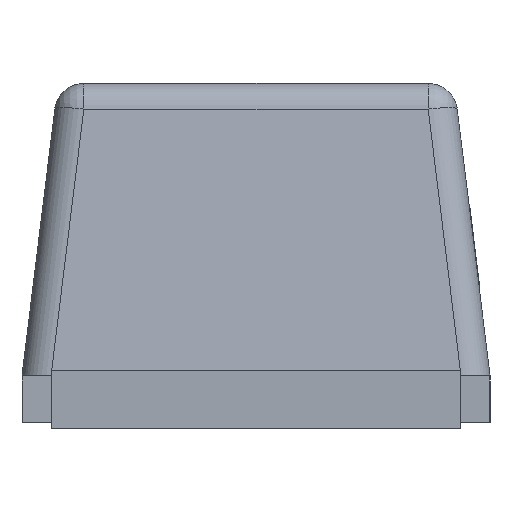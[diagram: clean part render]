
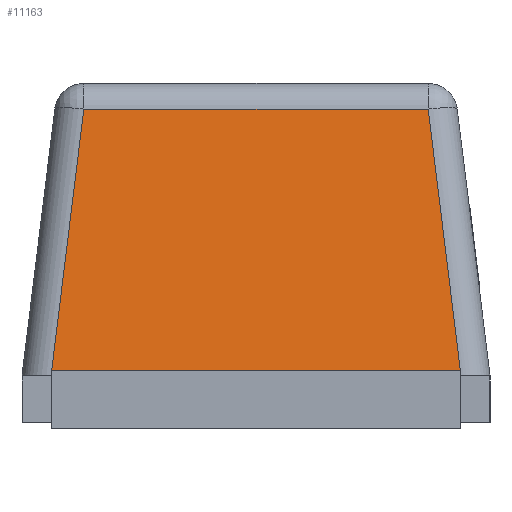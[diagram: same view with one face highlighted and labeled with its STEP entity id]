
A CAD part, left-side view. The second image highlights one B-rep face of the part: STEP entity #11163.
In plain terms, the highlighted planar face has unit normal (-0.993, 0, 0.122).
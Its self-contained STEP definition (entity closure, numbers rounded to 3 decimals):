
#166 = CARTESIAN_POINT ( 'NONE',  ( -0.544, -0.294, 0.546 ) ) ;
#409 = DIRECTION ( 'NONE',  ( -0.993, 0., 0.122 ) ) ;
#433 = ORIENTED_EDGE ( 'NONE', *, *, #14658, .T. ) ;
#650 = AXIS2_PLACEMENT_3D ( 'NONE', #12090, #409, #8755 ) ;
#700 = ORIENTED_EDGE ( 'NONE', *, *, #8114, .T. ) ;
#1022 = DIRECTION ( 'NONE',  ( 0., 1., 0. ) ) ;
#1109 = VECTOR ( 'NONE', #3309, 1000. ) ;
#1641 = CARTESIAN_POINT ( 'NONE',  ( -0.601, -0.351, 0.084 ) ) ;
#2285 = LINE ( 'NONE', #4749, #12239 ) ;
#2886 = VERTEX_POINT ( 'NONE', #9830 ) ;
#2949 = LINE ( 'NONE', #1641, #1109 ) ;
#3309 = DIRECTION ( 'NONE',  ( 0.121, 0.121, 0.985 ) ) ;
#4596 = DIRECTION ( 'NONE',  ( -0.121, 0.121, -0.985 ) ) ;
#4664 = LINE ( 'NONE', #13841, #7066 ) ;
#4749 = CARTESIAN_POINT ( 'NONE',  ( -0.589, 0.339, 0.179 ) ) ;
#5194 = PLANE ( 'NONE',  #650 ) ;
#5307 = CARTESIAN_POINT ( 'NONE',  ( -0.6, -0.35, 0.09 ) ) ;
#5447 = EDGE_CURVE ( 'NONE', #6296, #2886, #2285, .T. ) ;
#6210 = ORIENTED_EDGE ( 'NONE', *, *, #7416, .T. ) ;
#6296 = VERTEX_POINT ( 'NONE', #8061 ) ;
#7066 = VECTOR ( 'NONE', #1022, 1000. ) ;
#7416 = EDGE_CURVE ( 'NONE', #2886, #7722, #12369, .T. ) ;
#7585 = EDGE_LOOP ( 'NONE', ( #700, #7929, #6210, #433 ) ) ;
#7722 = VERTEX_POINT ( 'NONE', #5307 ) ;
#7929 = ORIENTED_EDGE ( 'NONE', *, *, #5447, .T. ) ;
#8061 = CARTESIAN_POINT ( 'NONE',  ( -0.544, 0.294, 0.546 ) ) ;
#8114 = EDGE_CURVE ( 'NONE', #10611, #6296, #4664, .T. ) ;
#8755 = DIRECTION ( 'NONE',  ( 0.122, 0., 0.993 ) ) ;
#9830 = CARTESIAN_POINT ( 'NONE',  ( -0.6, 0.35, 0.09 ) ) ;
#10261 = VECTOR ( 'NONE', #11447, 1000. ) ;
#10611 = VERTEX_POINT ( 'NONE', #166 ) ;
#10931 = FACE_OUTER_BOUND ( 'NONE', #7585, .T. ) ;
#11163 = ADVANCED_FACE ( 'NONE', ( #10931 ), #5194, .T. ) ;
#11447 = DIRECTION ( 'NONE',  ( 0., -1., 0. ) ) ;
#12090 = CARTESIAN_POINT ( 'NONE',  ( -0.6, -0.4, 0.09 ) ) ;
#12239 = VECTOR ( 'NONE', #4596, 1000. ) ;
#12369 = LINE ( 'NONE', #12445, #10261 ) ;
#12445 = CARTESIAN_POINT ( 'NONE',  ( -0.6, -0.4, 0.09 ) ) ;
#13841 = CARTESIAN_POINT ( 'NONE',  ( -0.544, -0.4, 0.546 ) ) ;
#14658 = EDGE_CURVE ( 'NONE', #7722, #10611, #2949, .T. ) ;
